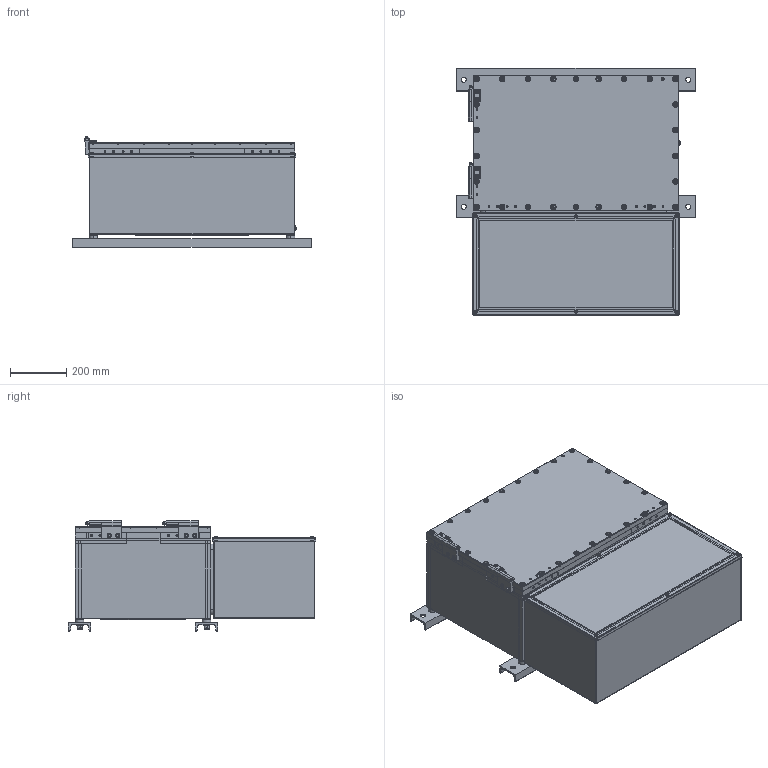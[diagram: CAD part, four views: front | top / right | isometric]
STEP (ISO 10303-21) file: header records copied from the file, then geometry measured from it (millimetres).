
FILE_DESCRIPTION (( 'STEP AP203' ), '1' );
FILE_NAME ('8264-_933-2_0_-8125-_907.STEP', '2014-09-15T13:37:17', ( '' ), ( '' ), 'SwSTEP 2.0', 'SolidWorks 2014', '' );
FILE_SCHEMA (( 'CONFIG_CONTROL_DESIGN' ));
Length unit declared in the file: millimetre
Products named in the file (30): 509_642_0; 125_M 12 A; 9021_6,4; 509_642_0_1_montiert; 127_M 12; 933_M 6 x 12; 81_257_72_04_6_81_257_72_04_6<Wie bearbeitet>; 82_649_03_26_0; 82_649_56_04_3_boden_20<Wie bearbeitet>; 8125-_907-__81_250_54_02_0; 526_618_0; 82_649_05_26_0; 82_649_56_05_3; 909-117484B-U80x30x846_U80x30x846; 81_250_66_04_0_81_250_66_04_0; 500_663_0_M 8 x 16; 82_649_04_55_0; 8264-_933-2_00 Rahmen; 81_257_01_05_6_90; 506_204_0_7; 128_M 6; socket head cap screw_din_DIN 912 M12 x 20 --- 20N; 8125_2756030_fuer Gehausegroesse 90; 8264-_933-2_10_B_3d export; DIN EN ISO 1207 (DIN 84)_M6 x 10; 8264-_933-2_0_-8125-_907; 81_250_06_07_0_81_250_59_07_0; 81_259_63_10_0; ISO 4762 (DIN 912)_Standard M10 x 30
Assembly tree (101 placements, depth 4):
  8264-_933-2_0_-8125-_907
    8264-_933-2_10_B_3d export
      82_649_56_04_3_boden_20<Wie bearbeitet>
      82_649_56_05_3
      82_649_04_55_0
      128_M 6  x7
      DIN EN ISO 1207 (DIN 84)_M6 x 10  x6
      ISO 4762 (DIN 912)_Standard M10 x 30  x26
      9021_6,4
      933_M 6 x 12
      82_649_03_26_0  x2
      82_649_05_26_0  x2
      500_663_0_M 8 x 16  x8
      506_204_0_7  x2
    81_259_63_10_0
    125_M 12 A  x4
    127_M 12  x4
    8125-_907-__81_250_54_02_0
      81_250_66_04_0_81_250_66_04_0
        81_257_72_04_6_81_257_72_04_6<Wie bearbeitet>
        526_618_0  x12
      81_250_06_07_0_81_250_59_07_0
        81_257_01_05_6_90
        8125_2756030_fuer Gehausegroesse 90
      509_642_0  x6
        509_642_0
        509_642_0_1_montiert
    8264-_933-2_00 Rahmen
      909-117484B-U80x30x846_U80x30x846  x2
    socket head cap screw_din_DIN 912 M12 x 20 --- 20N  x4
Bounding box: 846 x 876.75 x 392 mm (x, y, z)
Volume: 28717341.3 mm3; surface area: 7076929.2 mm2
Topology: 183 solids, 183 shells, 3573 faces, 8133 edges, 4924 vertices
Faces by surface type: plane 1547, cylinder 1098, cone 552, torus 332, sphere 28, bspline 16
Entity records: 59123 total; most frequent: CARTESIAN_POINT 10317, DIRECTION 9759, ORIENTED_EDGE 8410, EDGE_CURVE 4205, AXIS2_PLACEMENT_3D 3692, VERTEX_POINT 2662, LINE 2375, VECTOR 2375
